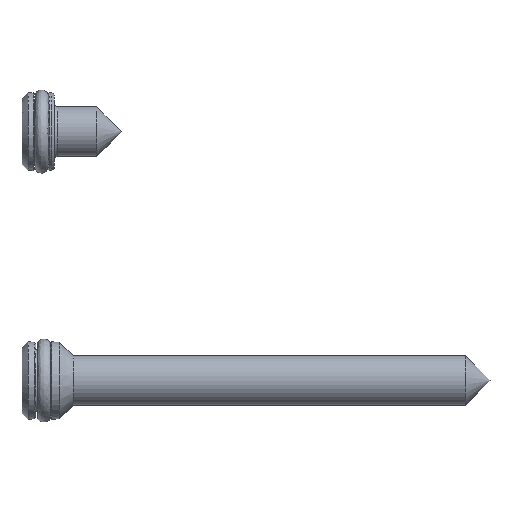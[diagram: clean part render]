
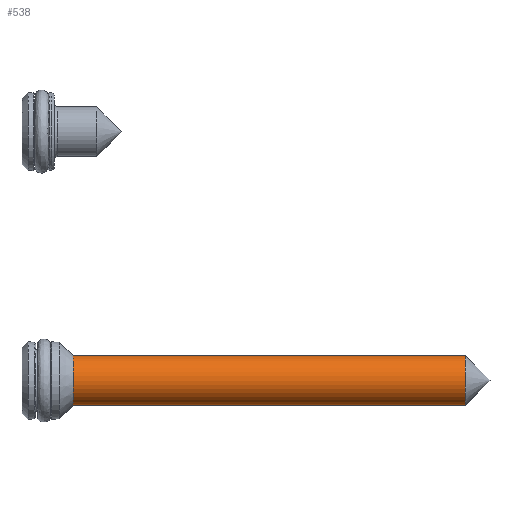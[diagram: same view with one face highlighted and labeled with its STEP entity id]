
A CAD part, left-side view. The second image highlights one B-rep face of the part: STEP entity #538.
In plain terms, the highlighted cylindrical face has radius 2 mm (diameter 4 mm), a full revolution.
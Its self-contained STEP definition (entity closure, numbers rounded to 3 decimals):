
#20 = EDGE_LOOP ( 'NONE', ( #144 ) ) ;
#144 = ORIENTED_EDGE ( 'NONE', *, *, #756, .T. ) ;
#209 = DIRECTION ( 'NONE',  ( 0., 0., 1. ) ) ;
#252 = CYLINDRICAL_SURFACE ( 'NONE', #494, 2. ) ;
#350 = AXIS2_PLACEMENT_3D ( 'NONE', #555, #1572, #209 ) ;
#369 = DIRECTION ( 'NONE',  ( 0., 1., 0. ) ) ;
#379 = CIRCLE ( 'NONE', #350, 2. ) ;
#387 = CARTESIAN_POINT ( 'NONE',  ( 0., -4.1, -20. ) ) ;
#437 = AXIS2_PLACEMENT_3D ( 'NONE', #387, #369, #728 ) ;
#472 = EDGE_CURVE ( 'NONE', #1375, #1375, #859, .T. ) ;
#494 = AXIS2_PLACEMENT_3D ( 'NONE', #1549, #1578, #1570 ) ;
#537 = FACE_OUTER_BOUND ( 'NONE', #20, .T. ) ;
#538 = ADVANCED_FACE ( 'NONE', ( #1310, #537 ), #252, .T. ) ;
#555 = CARTESIAN_POINT ( 'NONE',  ( 0., -35.6, -20. ) ) ;
#670 = EDGE_LOOP ( 'NONE', ( #1116 ) ) ;
#728 = DIRECTION ( 'NONE',  ( 0., 0., 1. ) ) ;
#756 = EDGE_CURVE ( 'NONE', #1258, #1258, #379, .T. ) ;
#859 = CIRCLE ( 'NONE', #437, 2. ) ;
#974 = CARTESIAN_POINT ( 'NONE',  ( 0., -35.6, -18. ) ) ;
#1012 = CARTESIAN_POINT ( 'NONE',  ( 0., -4.1, -18. ) ) ;
#1116 = ORIENTED_EDGE ( 'NONE', *, *, #472, .F. ) ;
#1258 = VERTEX_POINT ( 'NONE', #974 ) ;
#1310 = FACE_OUTER_BOUND ( 'NONE', #670, .T. ) ;
#1375 = VERTEX_POINT ( 'NONE', #1012 ) ;
#1549 = CARTESIAN_POINT ( 'NONE',  ( 0., 0., -20. ) ) ;
#1570 = DIRECTION ( 'NONE',  ( 0., 0., 1. ) ) ;
#1572 = DIRECTION ( 'NONE',  ( 0., 1., 0. ) ) ;
#1578 = DIRECTION ( 'NONE',  ( 0., 1., 0. ) ) ;
